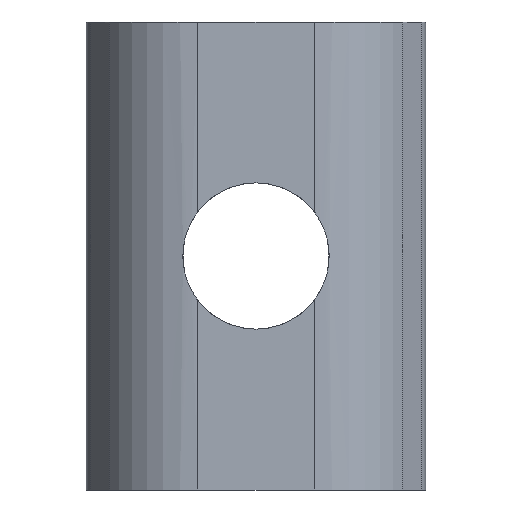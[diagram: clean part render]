
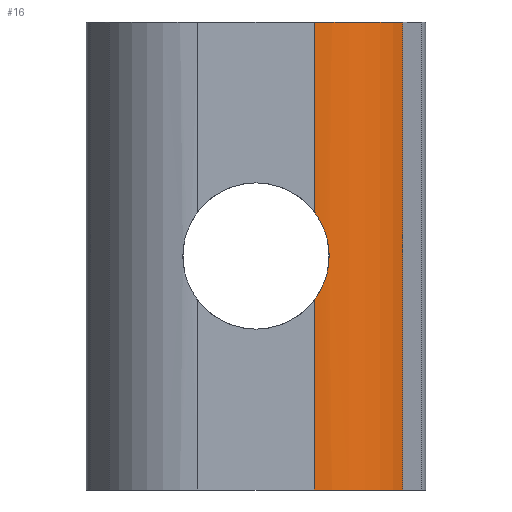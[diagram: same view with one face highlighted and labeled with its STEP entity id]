
A CAD part, front view. The second image highlights one B-rep face of the part: STEP entity #16.
In plain terms, the highlighted cylindrical face has radius 3.5 mm (diameter 7 mm), a partial arc.
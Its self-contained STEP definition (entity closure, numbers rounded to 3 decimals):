
#16 = ADVANCED_FACE ( 'NONE', ( #1010 ), #1252, .T. ) ;
#18 = EDGE_CURVE ( 'NONE', #511, #468, #237, .T. ) ;
#43 = AXIS2_PLACEMENT_3D ( 'NONE', #97, #808, #213 ) ;
#48 = CARTESIAN_POINT ( 'NONE',  ( 2.281, -4.589, -1.058 ) ) ;
#60 = CIRCLE ( 'NONE', #43, 3.5 ) ;
#77 = VERTEX_POINT ( 'NONE', #926 ) ;
#78 = ORIENTED_EDGE ( 'NONE', *, *, #18, .F. ) ;
#97 = CARTESIAN_POINT ( 'NONE',  ( 1.989, -1.1, -8. ) ) ;
#118 = CARTESIAN_POINT ( 'NONE',  ( 5.021, -2.85, 8. ) ) ;
#151 = CARTESIAN_POINT ( 'NONE',  ( 2.5, -4.563, -0.274 ) ) ;
#155 = ORIENTED_EDGE ( 'NONE', *, *, #595, .F. ) ;
#184 = DIRECTION ( 'NONE',  ( 0., 0., 1. ) ) ;
#185 = VERTEX_POINT ( 'NONE', #1045 ) ;
#213 = DIRECTION ( 'NONE',  ( 1., 0., 0. ) ) ;
#237 = LINE ( 'NONE', #118, #471 ) ;
#253 = CARTESIAN_POINT ( 'NONE',  ( 1.989, -4.6, -1.514 ) ) ;
#257 = CARTESIAN_POINT ( 'NONE',  ( 2.456, -4.57, 0.539 ) ) ;
#261 = LINE ( 'NONE', #1188, #1033 ) ;
#269 = CARTESIAN_POINT ( 'NONE',  ( 1.989, -4.6, 1.514 ) ) ;
#286 = CARTESIAN_POINT ( 'NONE',  ( 5.021, -2.85, -8. ) ) ;
#311 = CIRCLE ( 'NONE', #993, 3.5 ) ;
#354 = CARTESIAN_POINT ( 'NONE',  ( 2.155, -4.6, 1.296 ) ) ;
#467 = ORIENTED_EDGE ( 'NONE', *, *, #814, .F. ) ;
#468 = VERTEX_POINT ( 'NONE', #286 ) ;
#471 = VECTOR ( 'NONE', #828, 1000. ) ;
#481 = EDGE_CURVE ( 'NONE', #891, #77, #1235, .T. ) ;
#485 = CARTESIAN_POINT ( 'NONE',  ( 1.989, -4.6, 8. ) ) ;
#500 = VERTEX_POINT ( 'NONE', #998 ) ;
#511 = VERTEX_POINT ( 'NONE', #1199 ) ;
#524 = DIRECTION ( 'NONE',  ( -1., 0., 0. ) ) ;
#525 = ORIENTED_EDGE ( 'NONE', *, *, #788, .F. ) ;
#545 = CARTESIAN_POINT ( 'NONE',  ( 1.989, -1.1, 8. ) ) ;
#547 = B_SPLINE_CURVE_WITH_KNOTS ( 'NONE', 3,
 ( #253, #955, #48, #761, #151, #857, #257, #963, #354, #1067 ),
 .UNSPECIFIED., .F., .F.,
 ( 4, 2, 2, 2, 4 ),
 ( 0., 0.001, 0.002, 0.002, 0.003 ),
 .UNSPECIFIED. ) ;
#585 = DIRECTION ( 'NONE',  ( 0., 0., 1. ) ) ;
#595 = EDGE_CURVE ( 'NONE', #468, #500, #60, .T. ) ;
#647 = DIRECTION ( 'NONE',  ( 1., 0., 0. ) ) ;
#693 = VECTOR ( 'NONE', #585, 1000. ) ;
#761 = CARTESIAN_POINT ( 'NONE',  ( 2.456, -4.57, -0.541 ) ) ;
#788 = EDGE_CURVE ( 'NONE', #77, #511, #311, .T. ) ;
#808 = DIRECTION ( 'NONE',  ( 0., 0., -1. ) ) ;
#810 = CARTESIAN_POINT ( 'NONE',  ( 1.989, -1.1, 8. ) ) ;
#814 = EDGE_CURVE ( 'NONE', #185, #891, #547, .T. ) ;
#828 = DIRECTION ( 'NONE',  ( 0., 0., -1. ) ) ;
#857 = CARTESIAN_POINT ( 'NONE',  ( 2.5, -4.563, 0.271 ) ) ;
#891 = VERTEX_POINT ( 'NONE', #269 ) ;
#926 = CARTESIAN_POINT ( 'NONE',  ( 1.989, -4.6, 8. ) ) ;
#955 = CARTESIAN_POINT ( 'NONE',  ( 2.155, -4.6, -1.296 ) ) ;
#963 = CARTESIAN_POINT ( 'NONE',  ( 2.283, -4.589, 1.055 ) ) ;
#974 = EDGE_CURVE ( 'NONE', #500, #185, #261, .T. ) ;
#993 = AXIS2_PLACEMENT_3D ( 'NONE', #545, #1263, #647 ) ;
#994 = DIRECTION ( 'NONE',  ( 0., 0., -1. ) ) ;
#998 = CARTESIAN_POINT ( 'NONE',  ( 1.989, -4.6, -8. ) ) ;
#1010 = FACE_OUTER_BOUND ( 'NONE', #1254, .T. ) ;
#1033 = VECTOR ( 'NONE', #184, 1000. ) ;
#1045 = CARTESIAN_POINT ( 'NONE',  ( 1.989, -4.6, -1.514 ) ) ;
#1067 = CARTESIAN_POINT ( 'NONE',  ( 1.989, -4.6, 1.514 ) ) ;
#1090 = ORIENTED_EDGE ( 'NONE', *, *, #481, .F. ) ;
#1188 = CARTESIAN_POINT ( 'NONE',  ( 1.989, -4.6, 8. ) ) ;
#1199 = CARTESIAN_POINT ( 'NONE',  ( 5.021, -2.85, 8. ) ) ;
#1202 = AXIS2_PLACEMENT_3D ( 'NONE', #810, #994, #524 ) ;
#1235 = LINE ( 'NONE', #485, #693 ) ;
#1252 = CYLINDRICAL_SURFACE ( 'NONE', #1202, 3.5 ) ;
#1254 = EDGE_LOOP ( 'NONE', ( #467, #1307, #155, #78, #525, #1090 ) ) ;
#1263 = DIRECTION ( 'NONE',  ( 0., 0., 1. ) ) ;
#1307 = ORIENTED_EDGE ( 'NONE', *, *, #974, .F. ) ;
